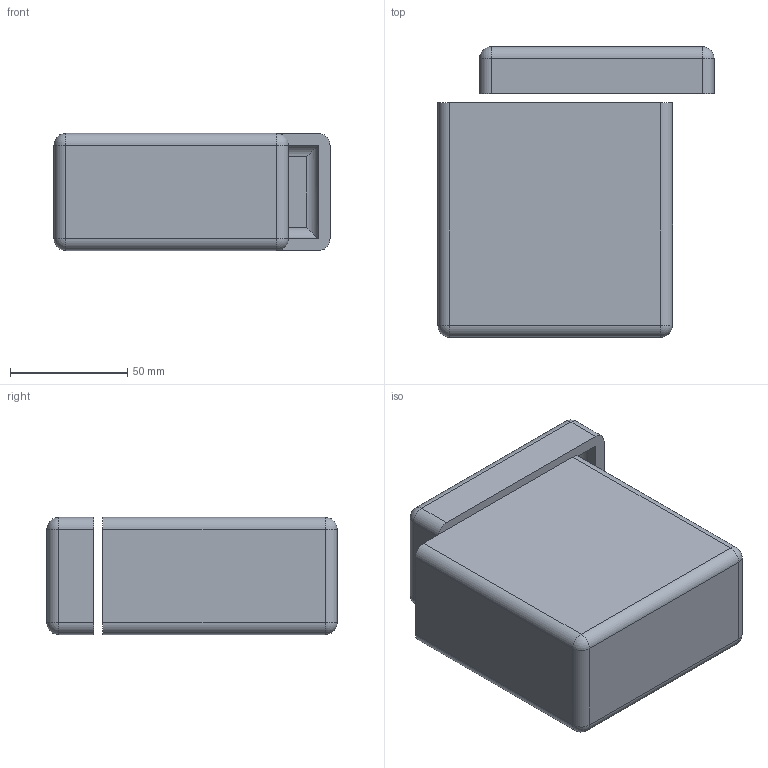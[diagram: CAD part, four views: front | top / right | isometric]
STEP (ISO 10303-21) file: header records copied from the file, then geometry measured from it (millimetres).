
FILE_DESCRIPTION (( 'STEP AP214' ), '1' );
FILE_NAME ('Assemblage2.STEP', '2023-12-10T22:49:12', ( '' ), ( '' ), 'SwSTEP 2.0', 'SolidWorks 2021', '' );
FILE_SCHEMA (( 'AUTOMOTIVE_DESIGN' ));
Length unit declared in the file: millimetre
Products named in the file (3): Assemblage2; box22; box 2
Assembly tree (2 placements, depth 2):
  Assemblage2
    box 2
    box22
Bounding box: 117.7 x 123.8 x 50 mm (x, y, z)
Volume: 232595.1 mm3; surface area: 78288.9 mm2
Topology: 2 solids, 2 shells, 54 faces, 124 edges, 68 vertices
Faces by surface type: plane 26, cylinder 20, sphere 8
Entity records: 1542 total; most frequent: DIRECTION 262, CARTESIAN_POINT 255, ORIENTED_EDGE 232, EDGE_CURVE 116, AXIS2_PLACEMENT_3D 91, VECTOR 80, LINE 80, VERTEX_POINT 68
